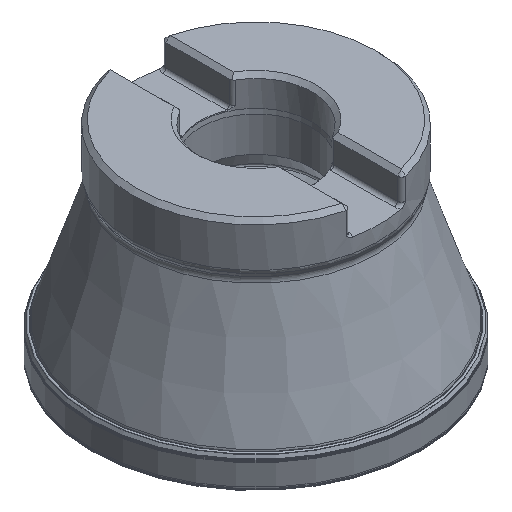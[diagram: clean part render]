
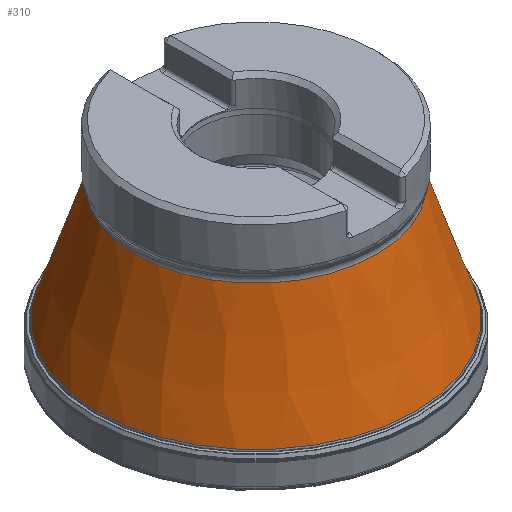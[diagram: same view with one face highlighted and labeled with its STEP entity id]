
A CAD part, isometric view. The second image highlights one B-rep face of the part: STEP entity #310.
In plain terms, the highlighted conical face has half-angle 18.318 degrees and reference radius 29.067 mm.
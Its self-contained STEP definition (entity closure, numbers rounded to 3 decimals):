
#249=CONICAL_SURFACE('',#1707,29.067,18.318);
#310=ADVANCED_FACE('',(#615,#616),#249,.T.);
#615=FACE_BOUND('',#754,.T.);
#616=FACE_BOUND('',#755,.T.);
#754=EDGE_LOOP('',(#949));
#755=EDGE_LOOP('',(#950));
#949=ORIENTED_EDGE('',*,*,#1415,.T.);
#950=ORIENTED_EDGE('',*,*,#1416,.T.);
#1275=VERTEX_POINT('',#2794);
#1276=VERTEX_POINT('',#2796);
#1415=EDGE_CURVE('',#1275,#1275,#1590,.T.);
#1416=EDGE_CURVE('',#1276,#1276,#1591,.T.);
#1590=CIRCLE('',#1705,29.317);
#1591=CIRCLE('',#1706,38.699);
#1705=AXIS2_PLACEMENT_3D('',#2793,#1998,#1999);
#1706=AXIS2_PLACEMENT_3D('',#2795,#2000,#2001);
#1707=AXIS2_PLACEMENT_3D('',#2797,#2002,#2003);
#1998=DIRECTION('',(0.,0.,-1.));
#1999=DIRECTION('',(-1.,0.,0.));
#2000=DIRECTION('',(0.,0.,1.));
#2001=DIRECTION('',(1.,0.,0.));
#2002=DIRECTION('',(0.,0.,-1.));
#2003=DIRECTION('',(-1.,0.,0.));
#2793=CARTESIAN_POINT('',(0.,0.,-13.754));
#2794=CARTESIAN_POINT('',(-29.317,0.,-13.754));
#2795=CARTESIAN_POINT('',(0.,0.,-42.091));
#2796=CARTESIAN_POINT('',(38.699,0.,-42.091));
#2797=CARTESIAN_POINT('',(0.,0.,-13.));
